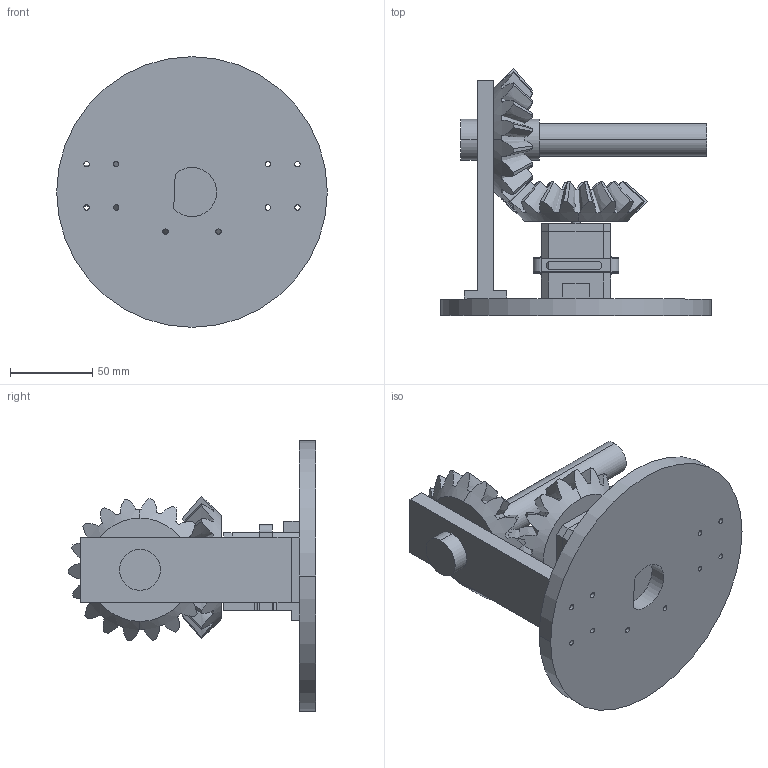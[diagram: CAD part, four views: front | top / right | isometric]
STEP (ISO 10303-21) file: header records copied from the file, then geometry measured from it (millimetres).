
FILE_DESCRIPTION((''),'2;1');
FILE_NAME('SHOULDER_ASM','2020-12-30T20:23:28',('TINH LE'),(''),'CREO PARAMETRIC BY PTC INC, 2020154','CREO PARAMETRIC BY PTC INC, 2020154','');
FILE_SCHEMA(('CONFIG_CONTROL_DESIGN'));
Length unit declared in the file: millimetre
Products named in the file (11): SHOULDER_PLATFORM; SHOULDER_MOTOR_ATTACH; NEMA_17_STEPPER_MOTOR_; SHOULDER_BEVEL_GEAR; SHOULDER_MOTOR_ASM; PIVOT_MOTOR_HOOK; SHOULDER_BEVEL_GEAR_SUPPORT; SHOULDER_GEAR_CYLINDER; SHOULDER_BEVEL_GEAR_2; SHOULDER_GEAR_STAND_ASM; SHOULDER_ASM
Assembly tree (10 placements, depth 3):
  SHOULDER_ASM
    SHOULDER_PLATFORM
    SHOULDER_MOTOR_ATTACH
    SHOULDER_MOTOR_ASM
      NEMA_17_STEPPER_MOTOR_
      SHOULDER_BEVEL_GEAR
    PIVOT_MOTOR_HOOK
    SHOULDER_GEAR_STAND_ASM
      SHOULDER_BEVEL_GEAR_SUPPORT
      SHOULDER_GEAR_CYLINDER
      SHOULDER_BEVEL_GEAR_2
Bounding box: 165 x 150.78 x 165 mm (x, y, z)
Volume: 531360 mm3; surface area: 131679 mm2
Topology: 8 solids, 8 shells, 271 faces, 735 edges, 490 vertices
Faces by surface type: cylinder 98, plane 93, cone 44, bspline 36
Entity records: 17721 total; most frequent: CARTESIAN_POINT 10466, ORIENTED_EDGE 1470, DIRECTION 1457, EDGE_CURVE 735, AXIS2_PLACEMENT_3D 541, VERTEX_POINT 490, VECTOR 375, LINE 375
